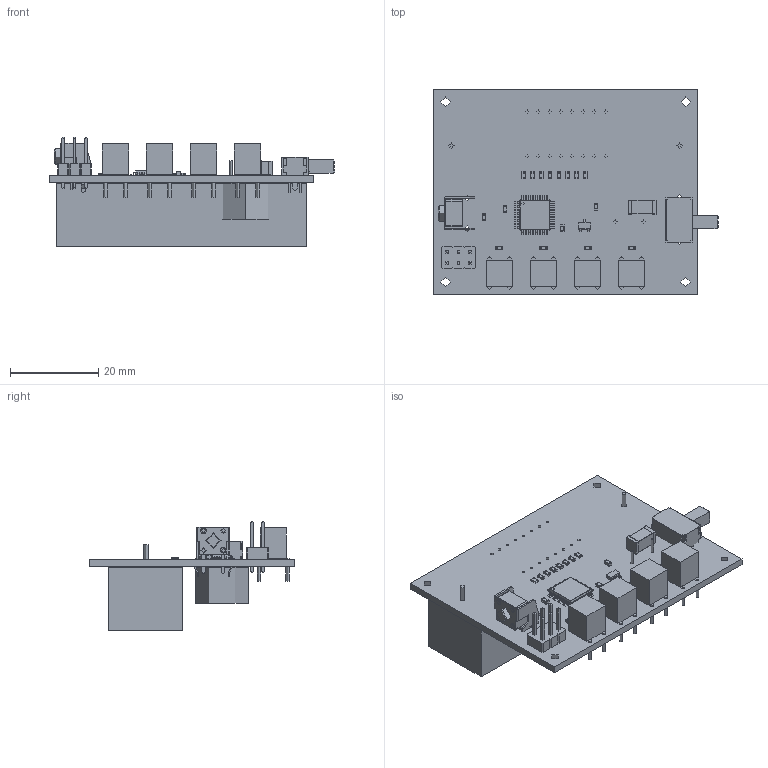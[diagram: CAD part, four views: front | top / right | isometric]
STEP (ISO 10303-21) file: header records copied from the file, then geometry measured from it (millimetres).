
FILE_DESCRIPTION(('KiCad electronic assembly'),'2;1');
FILE_NAME('counter-timer_v1.step','2024-09-23T17:42:45',('Pcbnew'),( 'Kicad'),'Open CASCADE STEP processor 7.7','KiCad to STEP converter' ,'Unknown');
FILE_SCHEMA(('AUTOMOTIVE_DESIGN { 1 0 10303 214 1 1 1 1 }'));
Length unit declared in the file: millimetre
Products named in the file (24): counter-timer_v1 1; TQFP-32_7x7mm_P0.8mm; TQFP_32_7x7mm_P08mm; PinHeader_2x03_P2.54mm_Vertical; PinHeader_2x03_P254mm_Vertical; R_0603_1608Metric; FSM6JH; ASSEMBLY; EG2208A; EG2208A.stp; TSOT-23; TSOT_23; C_0603_1608Metric; PTS645VL392LFS; L_2512_6332Metric; PB-1220P-05Q; 12BH311P-R-GR; counter-timer_v1_PCB
Assembly tree (40 placements, depth 3):
  counter-timer_v1 1
    TQFP-32_7x7mm_P0.8mm
      TQFP_32_7x7mm_P08mm
    PinHeader_2x03_P2.54mm_Vertical
      PinHeader_2x03_P254mm_Vertical
    R_0603_1608Metric  x13
      R_0603_1608Metric
    FSM6JH  x4
      ASSEMBLY
    EG2208A
      EG2208A.stp
    TSOT-23
      TSOT_23
    C_0603_1608Metric  x3
      C_0603_1608Metric
    PTS645VL392LFS
      PTS645VL392LFS
    L_2512_6332Metric
      L_2512_6332Metric
    PB-1220P-05Q
      ASSEMBLY
    12BH311P-R-GR
      ASSEMBLY
    counter-timer_v1_PCB
Bounding box: 64.75 x 46.5 x 24.74 mm (x, y, z)
Volume: 20991.8 mm3
Topology: 101 solids, 102 shells, 1858 faces, 4505 edges, 2885 vertices
Faces by surface type: plane 1288, cylinder 474, bspline 91, torus 5
Full cylindrical faces by diameter (mm): 0.5 x1, 0.7 x20, 0.79 x64, 0.9 x2, 0.93 x6, 0.984 x4, 0.99 x16, 1 x8, 1.13 x4, 1.249 x4, 1.3 x2, 1.33 x2, 1.38 x2, 2.2 x4, 3.5 x1
Entity records: 49609 total; most frequent: CARTESIAN_POINT 10388, ORIENTED_EDGE 6730, DIRECTION 6440, EDGE_CURVE 3365, LINE 2642, VECTOR 2642, VERTEX_POINT 2142, AXIS2_PLACEMENT_3D 1899
